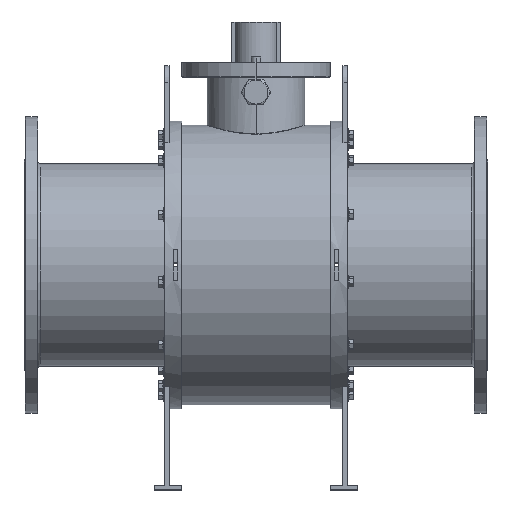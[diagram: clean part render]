
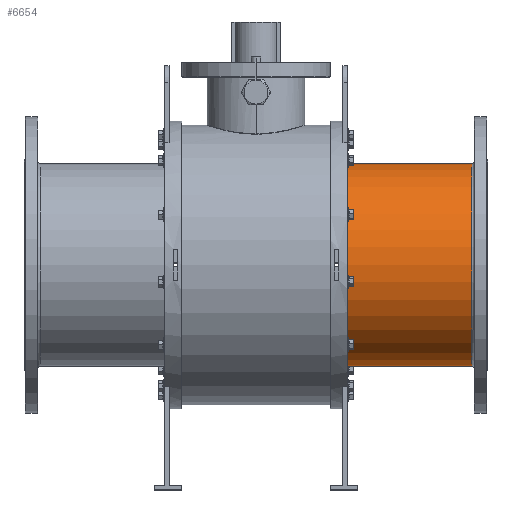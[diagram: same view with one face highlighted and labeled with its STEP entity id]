
A CAD part, top view. The second image highlights one B-rep face of the part: STEP entity #6654.
In plain terms, the highlighted cylindrical face has radius 239.1 mm (diameter 478.2 mm), a partial arc.
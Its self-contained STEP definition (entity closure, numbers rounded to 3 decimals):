
#64 = DIRECTION ( 'NONE',  ( 0., -1., 0. ) ) ;
#835 = EDGE_CURVE ( 'NONE', #2063, #1547, #9598, .T. ) ;
#1489 = CARTESIAN_POINT ( 'NONE',  ( 215., 239.1, 0. ) ) ;
#1547 = VERTEX_POINT ( 'NONE', #1907 ) ;
#1907 = CARTESIAN_POINT ( 'NONE',  ( 215., -239.1, 0. ) ) ;
#2063 = VERTEX_POINT ( 'NONE', #3844 ) ;
#2293 = DIRECTION ( 'NONE',  ( -1., 0., 0. ) ) ;
#3300 = DIRECTION ( 'NONE',  ( 0., 1., 0. ) ) ;
#3382 = VECTOR ( 'NONE', #2293, 1000. ) ;
#3716 = LINE ( 'NONE', #3783, #8313 ) ;
#3783 = CARTESIAN_POINT ( 'NONE',  ( -546., 239.1, 0. ) ) ;
#3844 = CARTESIAN_POINT ( 'NONE',  ( 509., -239.1, 0. ) ) ;
#3963 = CARTESIAN_POINT ( 'NONE',  ( 509., 239.1, 0. ) ) ;
#4030 = FACE_OUTER_BOUND ( 'NONE', #10812, .T. ) ;
#6185 = ORIENTED_EDGE ( 'NONE', *, *, #12107, .T. ) ;
#6507 = DIRECTION ( 'NONE',  ( -1., 0., 0. ) ) ;
#6643 = CARTESIAN_POINT ( 'NONE',  ( -546., 0., 0. ) ) ;
#6654 = ADVANCED_FACE ( 'NONE', ( #4030 ), #13090, .T. ) ;
#7083 = AXIS2_PLACEMENT_3D ( 'NONE', #8560, #6507, #3300 ) ;
#7263 = EDGE_CURVE ( 'NONE', #13181, #13780, #3716, .T. ) ;
#7464 = CARTESIAN_POINT ( 'NONE',  ( 215., 0., 0. ) ) ;
#7524 = EDGE_CURVE ( 'NONE', #13780, #1547, #11477, .T. ) ;
#8001 = CIRCLE ( 'NONE', #7083, 239.1 ) ;
#8313 = VECTOR ( 'NONE', #10244, 1000. ) ;
#8560 = CARTESIAN_POINT ( 'NONE',  ( 509., 0., 0. ) ) ;
#8602 = DIRECTION ( 'NONE',  ( 1., 0., 0. ) ) ;
#8771 = DIRECTION ( 'NONE',  ( -1., 0., 0. ) ) ;
#8794 = ORIENTED_EDGE ( 'NONE', *, *, #7524, .T. ) ;
#9598 = LINE ( 'NONE', #12010, #3382 ) ;
#9652 = DIRECTION ( 'NONE',  ( 0., 0., -1. ) ) ;
#9738 = AXIS2_PLACEMENT_3D ( 'NONE', #6643, #8771, #64 ) ;
#9747 = ORIENTED_EDGE ( 'NONE', *, *, #7263, .T. ) ;
#10244 = DIRECTION ( 'NONE',  ( -1., 0., 0. ) ) ;
#10808 = AXIS2_PLACEMENT_3D ( 'NONE', #7464, #8602, #9652 ) ;
#10812 = EDGE_LOOP ( 'NONE', ( #6185, #9747, #8794, #11655 ) ) ;
#11477 = CIRCLE ( 'NONE', #10808, 239.1 ) ;
#11655 = ORIENTED_EDGE ( 'NONE', *, *, #835, .F. ) ;
#12010 = CARTESIAN_POINT ( 'NONE',  ( -546., -239.1, 0. ) ) ;
#12107 = EDGE_CURVE ( 'NONE', #2063, #13181, #8001, .T. ) ;
#13090 = CYLINDRICAL_SURFACE ( 'NONE', #9738, 239.1 ) ;
#13181 = VERTEX_POINT ( 'NONE', #3963 ) ;
#13780 = VERTEX_POINT ( 'NONE', #1489 ) ;
